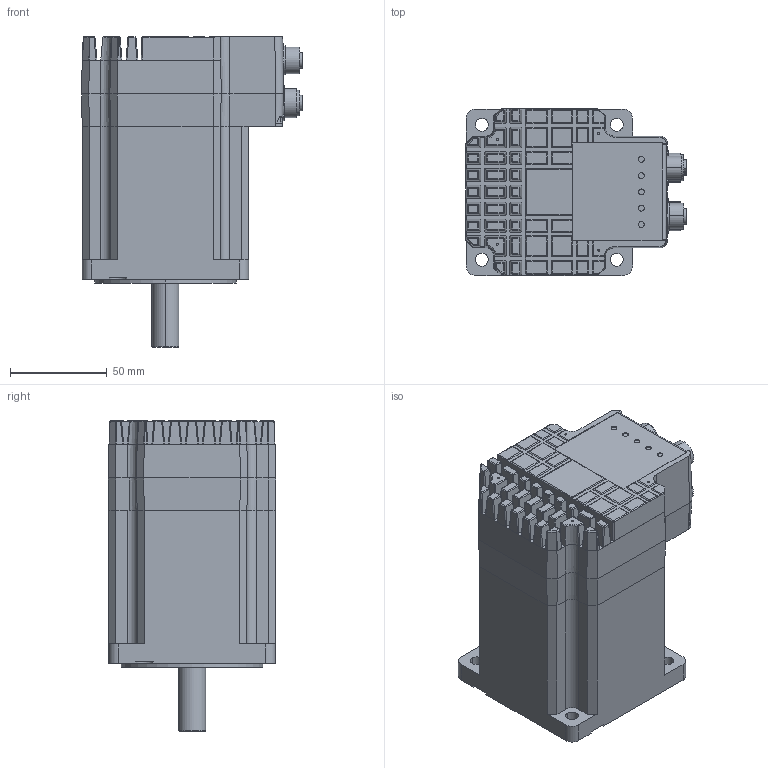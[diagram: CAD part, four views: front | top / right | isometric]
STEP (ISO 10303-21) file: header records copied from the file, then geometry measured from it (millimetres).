
FILE_DESCRIPTION (( 'STEP AP214' ), '1' );
FILE_NAME ('MIS341C5XXXX85 R1_1.STEP', '2021-03-19T02:07:06', ( '' ), ( '' ), 'SwSTEP 2.0', 'SolidWorks 2020', '' );
FILE_SCHEMA (( 'AUTOMOTIVE_DESIGN' ));
Length unit declared in the file: millimetre
Products named in the file (1): MIS341C5XXXX85 R1_1
Bounding box: 113.86 x 86.41 x 160.1 mm (x, y, z)
Volume: 861812.2 mm3; surface area: 74963 mm2
Topology: 1 solids, 7 shells, 1085 faces, 2536 edges, 1545 vertices
Faces by surface type: cylinder 498, plane 431, bspline 142, cone 14
Entity records: 46580 total; most frequent: CARTESIAN_POINT 11185, ORIENTED_EDGE 5052, DIRECTION 4612, EDGE_CURVE 2526, AXIS2_PLACEMENT_3D 1669, VERTEX_POINT 1543, LINE 1274, VECTOR 1274
